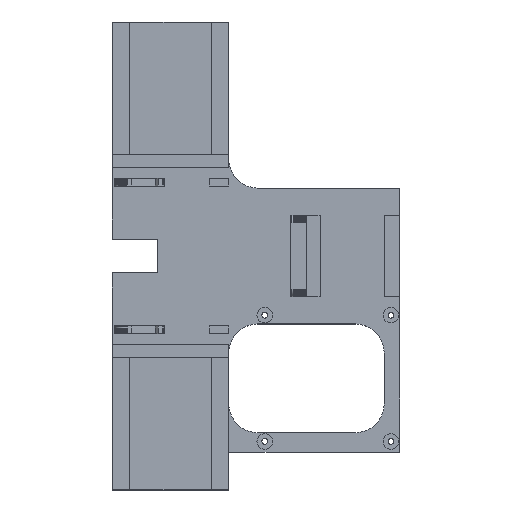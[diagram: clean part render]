
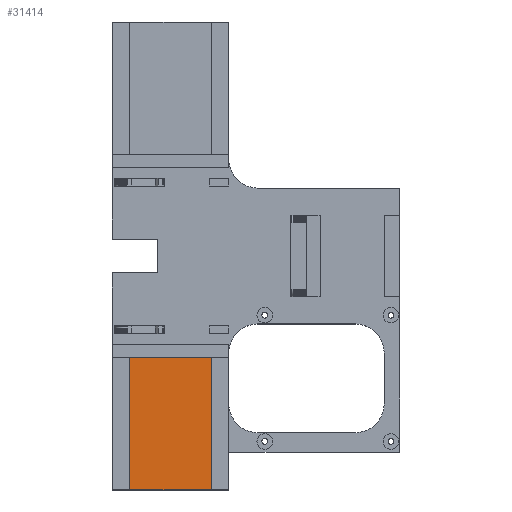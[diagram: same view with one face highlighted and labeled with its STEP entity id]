
A CAD part, top view. The second image highlights one B-rep face of the part: STEP entity #31414.
In plain terms, the highlighted planar face has unit normal (0, 0, 1).
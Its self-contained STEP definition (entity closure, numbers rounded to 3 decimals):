
#9509 = PLANE('',#9510);
#9510 = AXIS2_PLACEMENT_3D('',#9511,#9512,#9513);
#9511 = CARTESIAN_POINT('',(-30.,-120.5,-19.));
#9512 = DIRECTION('',(0.,1.,0.));
#9513 = DIRECTION('',(0.,0.,1.));
#9629 = VERTEX_POINT('',#9630);
#9630 = CARTESIAN_POINT('',(-21.085,-120.5,-10.2));
#24002 = EDGE_CURVE('',#9629,#24003,#24005,.T.);
#24003 = VERTEX_POINT('',#24004);
#24004 = CARTESIAN_POINT('',(21.085,-120.5,-10.2));
#24005 = SURFACE_CURVE('',#24006,(#24010,#24017),.PCURVE_S1.);
#24006 = LINE('',#24007,#24008);
#24007 = CARTESIAN_POINT('',(-30.,-120.5,-10.2));
#24008 = VECTOR('',#24009,1.);
#24009 = DIRECTION('',(1.,0.,0.));
#24010 = PCURVE('',#9509,#24011);
#24011 = DEFINITIONAL_REPRESENTATION('',(#24012),#24016);
#24012 = LINE('',#24013,#24014);
#24013 = CARTESIAN_POINT('',(8.8,0.));
#24014 = VECTOR('',#24015,1.);
#24015 = DIRECTION('',(0.,1.));
#24016 = ( GEOMETRIC_REPRESENTATION_CONTEXT(2) 
PARAMETRIC_REPRESENTATION_CONTEXT() REPRESENTATION_CONTEXT('2D SPACE',''
  ) );
#24017 = PCURVE('',#24018,#24023);
#24018 = PLANE('',#24019);
#24019 = AXIS2_PLACEMENT_3D('',#24020,#24021,#24022);
#24020 = CARTESIAN_POINT('',(-30.,-120.5,-10.2));
#24021 = DIRECTION('',(0.,0.,1.));
#24022 = DIRECTION('',(1.,0.,0.));
#24023 = DEFINITIONAL_REPRESENTATION('',(#24024),#24028);
#24024 = LINE('',#24025,#24026);
#24025 = CARTESIAN_POINT('',(0.,0.));
#24026 = VECTOR('',#24027,1.);
#24027 = DIRECTION('',(1.,0.));
#24028 = ( GEOMETRIC_REPRESENTATION_CONTEXT(2) 
PARAMETRIC_REPRESENTATION_CONTEXT() REPRESENTATION_CONTEXT('2D SPACE',''
  ) );
#24153 = PLANE('',#24154);
#24154 = AXIS2_PLACEMENT_3D('',#24155,#24156,#24157);
#24155 = CARTESIAN_POINT('',(-24.087,-33.5,-5.));
#24156 = DIRECTION('',(0.866,0.,0.5));
#24157 = DIRECTION('',(0.5,0.,-0.866));
#24182 = PLANE('',#24183);
#24183 = AXIS2_PLACEMENT_3D('',#24184,#24185,#24186);
#24184 = CARTESIAN_POINT('',(-30.,-52.5,-20.5));
#24185 = DIRECTION('',(0.,1.,0.));
#24186 = DIRECTION('',(0.,0.,1.));
#31414 = ADVANCED_FACE('',(#31415),#24018,.T.);
#31415 = FACE_BOUND('',#31416,.T.);
#31416 = EDGE_LOOP('',(#31417,#31438,#31439,#31465));
#31417 = ORIENTED_EDGE('',*,*,#31418,.T.);
#31418 = EDGE_CURVE('',#31419,#9629,#31421,.T.);
#31419 = VERTEX_POINT('',#31420);
#31420 = CARTESIAN_POINT('',(-21.085,-52.5,-10.2));
#31421 = SURFACE_CURVE('',#31422,(#31426,#31432),.PCURVE_S1.);
#31422 = LINE('',#31423,#31424);
#31423 = CARTESIAN_POINT('',(-21.085,-77.,-10.2));
#31424 = VECTOR('',#31425,1.);
#31425 = DIRECTION('',(0.,-1.,0.));
#31426 = PCURVE('',#24018,#31427);
#31427 = DEFINITIONAL_REPRESENTATION('',(#31428),#31431);
#31428 = B_SPLINE_CURVE_WITH_KNOTS('',1,(#31429,#31430),.UNSPECIFIED.,
  .F.,.F.,(2,2),(-31.5,43.5),.PIECEWISE_BEZIER_KNOTS.);
#31429 = CARTESIAN_POINT('',(8.915,75.));
#31430 = CARTESIAN_POINT('',(8.915,0.));
#31431 = ( GEOMETRIC_REPRESENTATION_CONTEXT(2) 
PARAMETRIC_REPRESENTATION_CONTEXT() REPRESENTATION_CONTEXT('2D SPACE',''
  ) );
#31432 = PCURVE('',#24153,#31433);
#31433 = DEFINITIONAL_REPRESENTATION('',(#31434),#31437);
#31434 = B_SPLINE_CURVE_WITH_KNOTS('',1,(#31435,#31436),.UNSPECIFIED.,
  .F.,.F.,(2,2),(-31.5,43.5),.PIECEWISE_BEZIER_KNOTS.);
#31435 = CARTESIAN_POINT('',(6.004,-12.));
#31436 = CARTESIAN_POINT('',(6.004,-87.));
#31437 = ( GEOMETRIC_REPRESENTATION_CONTEXT(2) 
PARAMETRIC_REPRESENTATION_CONTEXT() REPRESENTATION_CONTEXT('2D SPACE',''
  ) );
#31438 = ORIENTED_EDGE('',*,*,#24002,.T.);
#31439 = ORIENTED_EDGE('',*,*,#31440,.T.);
#31440 = EDGE_CURVE('',#24003,#31441,#31443,.T.);
#31441 = VERTEX_POINT('',#31442);
#31442 = CARTESIAN_POINT('',(21.085,-52.5,-10.2));
#31443 = SURFACE_CURVE('',#31444,(#31448,#31454),.PCURVE_S1.);
#31444 = LINE('',#31445,#31446);
#31445 = CARTESIAN_POINT('',(21.085,-77.,-10.2));
#31446 = VECTOR('',#31447,1.);
#31447 = DIRECTION('',(0.,1.,0.));
#31448 = PCURVE('',#24018,#31449);
#31449 = DEFINITIONAL_REPRESENTATION('',(#31450),#31453);
#31450 = B_SPLINE_CURVE_WITH_KNOTS('',1,(#31451,#31452),.UNSPECIFIED.,
  .F.,.F.,(2,2),(-43.5,31.5),.PIECEWISE_BEZIER_KNOTS.);
#31451 = CARTESIAN_POINT('',(51.085,0.));
#31452 = CARTESIAN_POINT('',(51.085,75.));
#31453 = ( GEOMETRIC_REPRESENTATION_CONTEXT(2) 
PARAMETRIC_REPRESENTATION_CONTEXT() REPRESENTATION_CONTEXT('2D SPACE',''
  ) );
#31454 = PCURVE('',#31455,#31460);
#31455 = PLANE('',#31456);
#31456 = AXIS2_PLACEMENT_3D('',#31457,#31458,#31459);
#31457 = CARTESIAN_POINT('',(12.043,-33.5,-25.86));
#31458 = DIRECTION('',(-0.866,0.,0.5));
#31459 = DIRECTION('',(0.5,0.,0.866));
#31460 = DEFINITIONAL_REPRESENTATION('',(#31461),#31464);
#31461 = B_SPLINE_CURVE_WITH_KNOTS('',1,(#31462,#31463),.UNSPECIFIED.,
  .F.,.F.,(2,2),(-43.5,31.5),.PIECEWISE_BEZIER_KNOTS.);
#31462 = CARTESIAN_POINT('',(18.082,-87.));
#31463 = CARTESIAN_POINT('',(18.082,-12.));
#31464 = ( GEOMETRIC_REPRESENTATION_CONTEXT(2) 
PARAMETRIC_REPRESENTATION_CONTEXT() REPRESENTATION_CONTEXT('2D SPACE',''
  ) );
#31465 = ORIENTED_EDGE('',*,*,#31466,.T.);
#31466 = EDGE_CURVE('',#31441,#31419,#31467,.T.);
#31467 = SURFACE_CURVE('',#31468,(#31472,#31478),.PCURVE_S1.);
#31468 = LINE('',#31469,#31470);
#31469 = CARTESIAN_POINT('',(-30.,-52.5,-10.2));
#31470 = VECTOR('',#31471,1.);
#31471 = DIRECTION('',(-1.,0.,0.));
#31472 = PCURVE('',#24018,#31473);
#31473 = DEFINITIONAL_REPRESENTATION('',(#31474),#31477);
#31474 = B_SPLINE_CURVE_WITH_KNOTS('',1,(#31475,#31476),.UNSPECIFIED.,
  .F.,.F.,(2,2),(-60.,0.),.PIECEWISE_BEZIER_KNOTS.);
#31475 = CARTESIAN_POINT('',(60.,68.));
#31476 = CARTESIAN_POINT('',(0.,68.));
#31477 = ( GEOMETRIC_REPRESENTATION_CONTEXT(2) 
PARAMETRIC_REPRESENTATION_CONTEXT() REPRESENTATION_CONTEXT('2D SPACE',''
  ) );
#31478 = PCURVE('',#24182,#31479);
#31479 = DEFINITIONAL_REPRESENTATION('',(#31480),#31483);
#31480 = B_SPLINE_CURVE_WITH_KNOTS('',1,(#31481,#31482),.UNSPECIFIED.,
  .F.,.F.,(2,2),(-60.,0.),.PIECEWISE_BEZIER_KNOTS.);
#31481 = CARTESIAN_POINT('',(10.3,60.));
#31482 = CARTESIAN_POINT('',(10.3,0.));
#31483 = ( GEOMETRIC_REPRESENTATION_CONTEXT(2) 
PARAMETRIC_REPRESENTATION_CONTEXT() REPRESENTATION_CONTEXT('2D SPACE',''
  ) );
